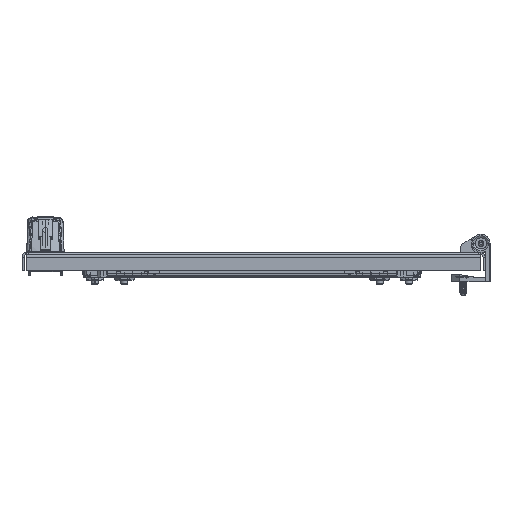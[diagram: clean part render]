
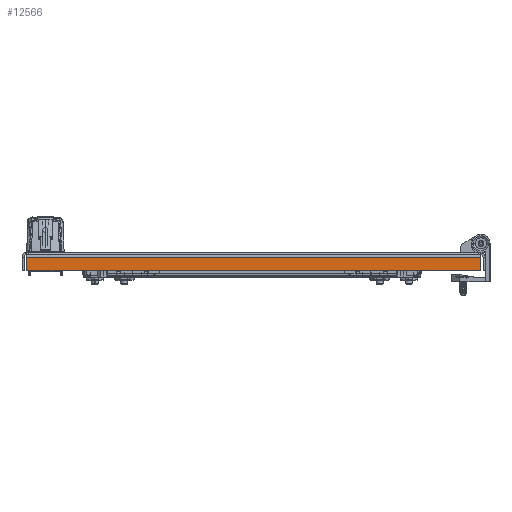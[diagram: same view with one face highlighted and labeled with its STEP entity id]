
A CAD part, front view. The second image highlights one B-rep face of the part: STEP entity #12566.
In plain terms, the highlighted planar face has unit normal (0, -1, 0).
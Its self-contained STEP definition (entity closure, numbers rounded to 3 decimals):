
#2886 = CARTESIAN_POINT ( 'NONE',  ( 193., -1095., -15.8 ) ) ;
#2927 = VERTEX_POINT ( 'NONE', #40006 ) ;
#7788 = FACE_OUTER_BOUND ( 'NONE', #17413, .T. ) ;
#9572 = ORIENTED_EDGE ( 'NONE', *, *, #43853, .F. ) ;
#12566 = ADVANCED_FACE ( 'NONE', ( #7788 ), #70040, .F. ) ;
#14127 = ORIENTED_EDGE ( 'NONE', *, *, #71894, .T. ) ;
#16110 = VERTEX_POINT ( 'NONE', #25822 ) ;
#17413 = EDGE_LOOP ( 'NONE', ( #14127, #57962, #9572, #31626 ) ) ;
#18035 = EDGE_CURVE ( 'NONE', #56374, #16110, #34887, .T. ) ;
#22784 = CARTESIAN_POINT ( 'NONE',  ( 0., -1095., -4. ) ) ;
#25822 = CARTESIAN_POINT ( 'NONE',  ( -193., -1095., -15.8 ) ) ;
#27805 = DIRECTION ( 'NONE',  ( 0., 0., 1. ) ) ;
#31228 = LINE ( 'NONE', #58904, #89668 ) ;
#31626 = ORIENTED_EDGE ( 'NONE', *, *, #18035, .F. ) ;
#32450 = CARTESIAN_POINT ( 'NONE',  ( -193., -1095., 0. ) ) ;
#34887 = LINE ( 'NONE', #54091, #53362 ) ;
#35514 = DIRECTION ( 'NONE',  ( 0., 1., 0. ) ) ;
#37628 = VECTOR ( 'NONE', #59689, 1000. ) ;
#40006 = CARTESIAN_POINT ( 'NONE',  ( 193., -1095., -4. ) ) ;
#43853 = EDGE_CURVE ( 'NONE', #16110, #75959, #52453, .T. ) ;
#48701 = CARTESIAN_POINT ( 'NONE',  ( 0., -1095., 0. ) ) ;
#52453 = LINE ( 'NONE', #32450, #37628 ) ;
#53362 = VECTOR ( 'NONE', #69857, 1000. ) ;
#54091 = CARTESIAN_POINT ( 'NONE',  ( 195., -1095., -15.8 ) ) ;
#55327 = EDGE_CURVE ( 'NONE', #75959, #2927, #64994, .T. ) ;
#56374 = VERTEX_POINT ( 'NONE', #2886 ) ;
#57962 = ORIENTED_EDGE ( 'NONE', *, *, #55327, .F. ) ;
#58904 = CARTESIAN_POINT ( 'NONE',  ( 193., -1095., 0. ) ) ;
#59689 = DIRECTION ( 'NONE',  ( 0., 0., 1. ) ) ;
#61904 = VECTOR ( 'NONE', #70486, 1000. ) ;
#64994 = LINE ( 'NONE', #22784, #61904 ) ;
#69857 = DIRECTION ( 'NONE',  ( -1., 0., 0. ) ) ;
#70040 = PLANE ( 'NONE',  #87025 ) ;
#70486 = DIRECTION ( 'NONE',  ( 1., 0., 0. ) ) ;
#71894 = EDGE_CURVE ( 'NONE', #56374, #2927, #31228, .T. ) ;
#73469 = DIRECTION ( 'NONE',  ( 0., 0., 1. ) ) ;
#74319 = CARTESIAN_POINT ( 'NONE',  ( -193., -1095., -4. ) ) ;
#75959 = VERTEX_POINT ( 'NONE', #74319 ) ;
#87025 = AXIS2_PLACEMENT_3D ( 'NONE', #48701, #35514, #27805 ) ;
#89668 = VECTOR ( 'NONE', #73469, 1000. ) ;
